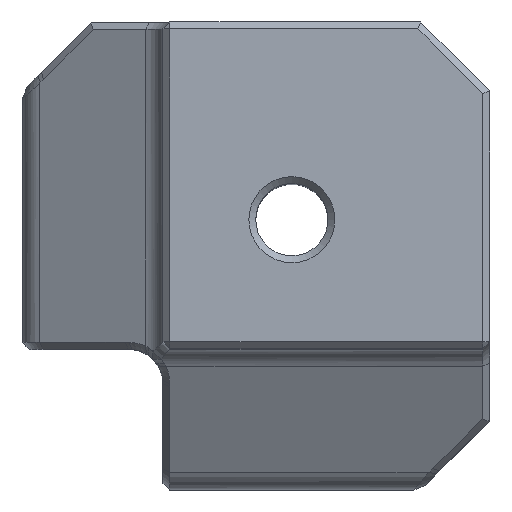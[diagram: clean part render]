
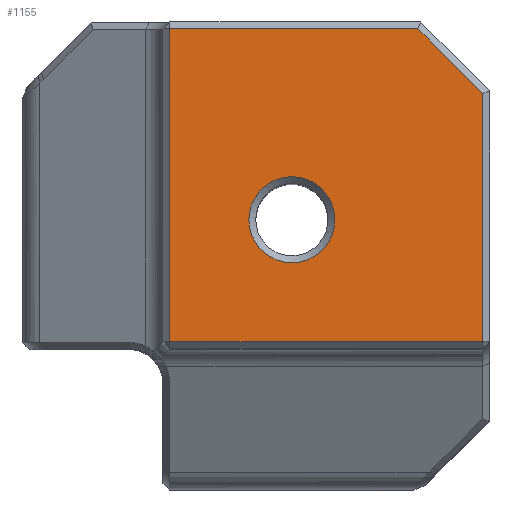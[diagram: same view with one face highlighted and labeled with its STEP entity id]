
A CAD part, top view. The second image highlights one B-rep face of the part: STEP entity #1155.
In plain terms, the highlighted planar face has unit normal (0, 0, 1).
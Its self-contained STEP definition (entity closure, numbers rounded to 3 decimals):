
#54=FACE_BOUND('',#191,.T.);
#56=PLANE('',#1248);
#114=FACE_OUTER_BOUND('',#190,.T.);
#190=EDGE_LOOP('',(#814,#815,#816,#817,#818));
#191=EDGE_LOOP('',(#819));
#268=LINE('',#1620,#398);
#269=LINE('',#1622,#399);
#270=LINE('',#1624,#400);
#271=LINE('',#1626,#401);
#272=LINE('',#1627,#402);
#398=VECTOR('',#1336,10.);
#399=VECTOR('',#1337,10.);
#400=VECTOR('',#1338,10.);
#401=VECTOR('',#1339,10.);
#402=VECTOR('',#1340,10.);
#526=CIRCLE('',#1244,2.5);
#540=VERTEX_POINT('',#1608);
#543=VERTEX_POINT('',#1618);
#544=VERTEX_POINT('',#1619);
#545=VERTEX_POINT('',#1621);
#546=VERTEX_POINT('',#1623);
#547=VERTEX_POINT('',#1625);
#636=EDGE_CURVE('',#540,#540,#526,.T.);
#641=EDGE_CURVE('',#543,#544,#268,.T.);
#642=EDGE_CURVE('',#545,#543,#269,.T.);
#643=EDGE_CURVE('',#546,#545,#270,.T.);
#644=EDGE_CURVE('',#547,#546,#271,.T.);
#645=EDGE_CURVE('',#544,#547,#272,.T.);
#814=ORIENTED_EDGE('',*,*,#641,.F.);
#815=ORIENTED_EDGE('',*,*,#642,.F.);
#816=ORIENTED_EDGE('',*,*,#643,.F.);
#817=ORIENTED_EDGE('',*,*,#644,.F.);
#818=ORIENTED_EDGE('',*,*,#645,.F.);
#819=ORIENTED_EDGE('',*,*,#636,.F.);
#1155=ADVANCED_FACE('',(#114,#54),#56,.F.);
#1244=AXIS2_PLACEMENT_3D('',#1609,#1324,#1325);
#1248=AXIS2_PLACEMENT_3D('',#1617,#1334,#1335);
#1324=DIRECTION('center_axis',(0.,0.,
1.));
#1325=DIRECTION('ref_axis',(-1.,0.,0.));
#1334=DIRECTION('center_axis',(0.,0.,
-1.));
#1335=DIRECTION('ref_axis',(-1.,0.,0.));
#1336=DIRECTION('',(1.,0.,0.));
#1337=DIRECTION('',(0.,1.,0.));
#1338=DIRECTION('',(-1.,0.,0.));
#1339=DIRECTION('',(0.,-1.,0.));
#1340=DIRECTION('',(0.707,-0.707,0.));
#1608=CARTESIAN_POINT('',(225.,-23.499,-0.001));
#1609=CARTESIAN_POINT('Origin',(222.5,-23.499,-0.001));
#1617=CARTESIAN_POINT('Origin',(220.414,-25.585,-0.001));
#1618=CARTESIAN_POINT('',(215.4,-12.399,-0.001));
#1619=CARTESIAN_POINT('',(229.834,-12.399,-0.001));
#1620=CARTESIAN_POINT('',(225.207,-12.399,-0.001));
#1621=CARTESIAN_POINT('',(215.4,-30.599,-0.001));
#1622=CARTESIAN_POINT('',(215.4,-20.792,-0.001));
#1623=CARTESIAN_POINT('',(233.6,-30.599,-0.001));
#1624=CARTESIAN_POINT('',(225.207,-30.599,-0.001));
#1625=CARTESIAN_POINT('',(233.6,-16.165,-0.001));
#1626=CARTESIAN_POINT('',(233.6,-30.378,-0.001));
#1627=CARTESIAN_POINT('',(232.717,-15.282,-0.001));
